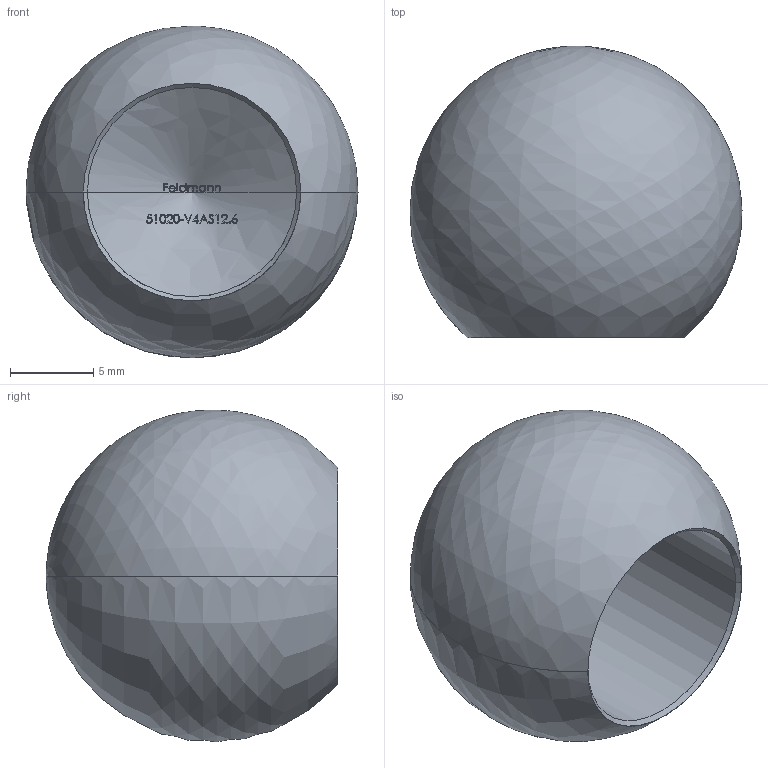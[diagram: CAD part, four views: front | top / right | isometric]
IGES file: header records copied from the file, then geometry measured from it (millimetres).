
Start section: SolidWorks IGES file using analytic representation for surfaces
Global section: file name: 51020-V4AS12.6.igs; native system: SolidWorks 2015; preprocessor: SolidWorks 2015; author: Christian; date: 190329.104008; units: millimetre
Bounding box: 20 x 17.56 x 20 mm (x, y, z)
Surface area: 1732.9 mm2 (no closed solid volume)
Topology: 0 solids, 0 shells, 283 faces, 3348 edges, 3342 vertices
Faces by surface type: bspline 238, revolution 45
